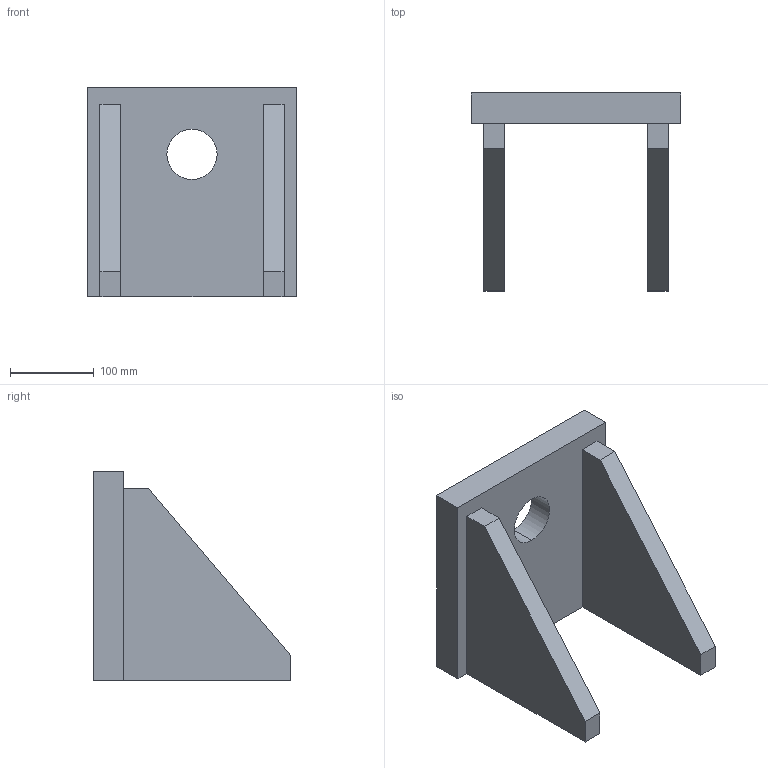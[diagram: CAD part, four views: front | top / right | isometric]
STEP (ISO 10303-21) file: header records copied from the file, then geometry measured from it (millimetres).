
FILE_DESCRIPTION (( 'STEP AP203' ), '1' );
FILE_NAME ('嘐隅釱.STEP', '2021-12-19T04:27:13', ( '' ), ( '' ), 'SwSTEP 2.0', 'SolidWorks 2018', '' );
FILE_SCHEMA (( 'CONFIG_CONTROL_DESIGN' ));
Length unit declared in the file: millimetre
Products named in the file (1): 嘐隅釱
Bounding box: 250 x 236 x 250 mm (x, y, z)
Volume: 3588151.8 mm3; surface area: 293049.1 mm2
Topology: 1 solids, 1 shells, 21 faces, 54 edges, 36 vertices
Faces by surface type: plane 17, cylinder 4
Entity records: 717 total; most frequent: CARTESIAN_POINT 112, ORIENTED_EDGE 108, DIRECTION 106, EDGE_CURVE 54, VECTOR 46, LINE 46, VERTEX_POINT 36, AXIS2_PLACEMENT_3D 30
